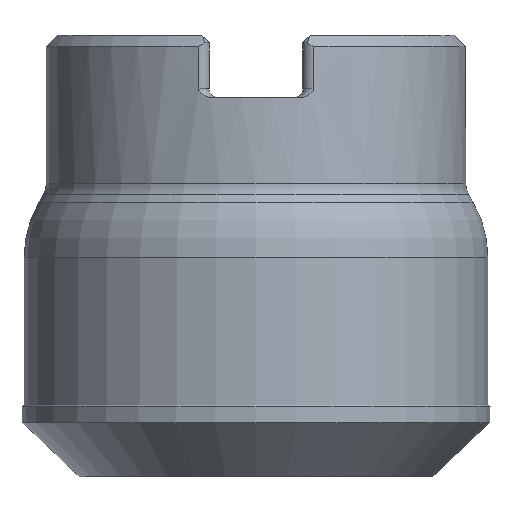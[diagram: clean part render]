
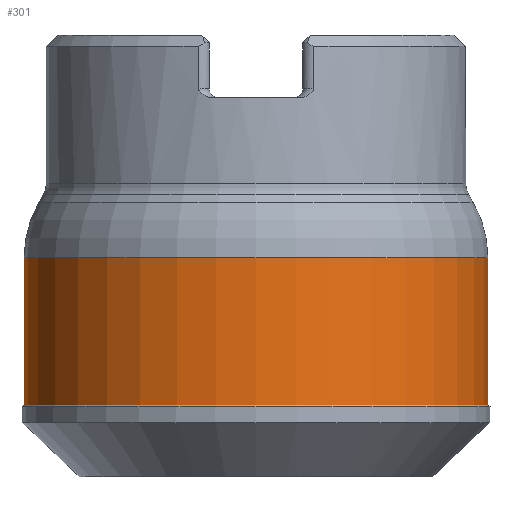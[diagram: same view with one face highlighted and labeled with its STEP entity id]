
A CAD part, front view. The second image highlights one B-rep face of the part: STEP entity #301.
In plain terms, the highlighted cylindrical face has radius 21 mm (diameter 42 mm), a full revolution.
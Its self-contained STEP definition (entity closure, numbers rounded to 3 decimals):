
#55=CYLINDRICAL_SURFACE('',#1244,21.);
#301=ADVANCED_FACE('',(#405,#406),#55,.T.);
#405=FACE_BOUND('',#474,.T.);
#406=FACE_BOUND('',#475,.T.);
#474=EDGE_LOOP('',(#612));
#475=EDGE_LOOP('',(#613));
#612=ORIENTED_EDGE('',*,*,#1018,.T.);
#613=ORIENTED_EDGE('',*,*,#1019,.T.);
#908=VERTEX_POINT('',#1957);
#909=VERTEX_POINT('',#1959);
#1018=EDGE_CURVE('',#908,#908,#1156,.T.);
#1019=EDGE_CURVE('',#909,#909,#1157,.T.);
#1156=CIRCLE('',#1242,21.);
#1157=CIRCLE('',#1243,21.);
#1242=AXIS2_PLACEMENT_3D('',#1956,#1447,#1448);
#1243=AXIS2_PLACEMENT_3D('',#1958,#1449,#1450);
#1244=AXIS2_PLACEMENT_3D('',#1960,#1451,#1452);
#1447=DIRECTION('',(0.,0.,-1.));
#1448=DIRECTION('',(1.,0.,0.));
#1449=DIRECTION('',(0.,0.,1.));
#1450=DIRECTION('',(1.,0.,0.));
#1451=DIRECTION('',(0.,0.,-1.));
#1452=DIRECTION('',(-1.,0.,0.));
#1956=CARTESIAN_POINT('',(0.,0.,-20.144));
#1957=CARTESIAN_POINT('',(21.,0.,-20.144));
#1958=CARTESIAN_POINT('',(0.,0.,-34.568));
#1959=CARTESIAN_POINT('',(21.,0.,-34.568));
#1960=CARTESIAN_POINT('',(0.,0.,0.));
